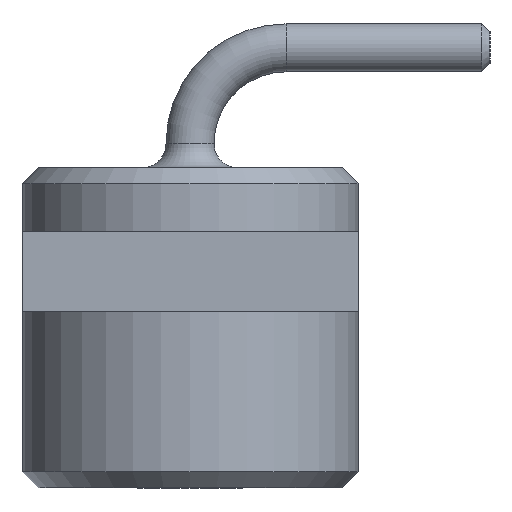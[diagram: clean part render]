
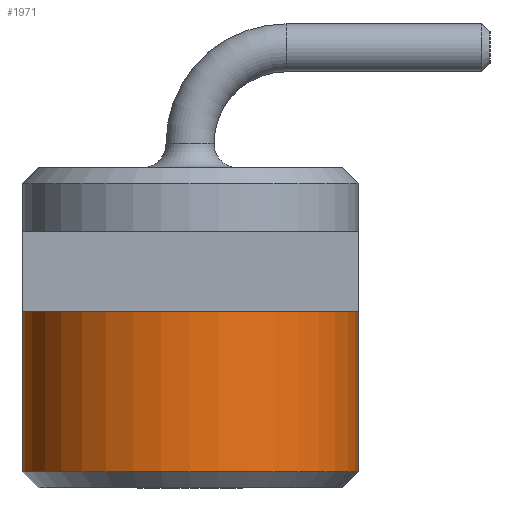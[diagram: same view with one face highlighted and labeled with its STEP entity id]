
A CAD part, left-side view. The second image highlights one B-rep face of the part: STEP entity #1971.
In plain terms, the highlighted cylindrical face has radius 2.1 mm (diameter 4.2 mm), a partial arc.
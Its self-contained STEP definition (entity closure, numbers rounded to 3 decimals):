
#171=FACE_OUTER_BOUND('',#291,.T.);
#291=EDGE_LOOP('',(#1287,#1288,#1289,#1290,#1291));
#437=CIRCLE('',#2122,2.1);
#438=CIRCLE('',#2123,2.1);
#439=CIRCLE('',#2124,2.1);
#562=LINE('',#2970,#685);
#570=LINE('',#2986,#693);
#685=VECTOR('',#2376,1000.);
#693=VECTOR('',#2388,1000.);
#816=VERTEX_POINT('',#2967);
#817=VERTEX_POINT('',#2969);
#822=VERTEX_POINT('',#2983);
#823=VERTEX_POINT('',#2985);
#824=VERTEX_POINT('',#2987);
#998=EDGE_CURVE('',#817,#816,#562,.T.);
#1006=EDGE_CURVE('',#816,#822,#437,.T.);
#1007=EDGE_CURVE('',#823,#822,#570,.T.);
#1008=EDGE_CURVE('',#824,#823,#438,.T.);
#1009=EDGE_CURVE('',#817,#824,#439,.T.);
#1287=ORIENTED_EDGE('',*,*,#998,.T.);
#1288=ORIENTED_EDGE('',*,*,#1006,.T.);
#1289=ORIENTED_EDGE('',*,*,#1007,.F.);
#1290=ORIENTED_EDGE('',*,*,#1008,.F.);
#1291=ORIENTED_EDGE('',*,*,#1009,.F.);
#1819=CYLINDRICAL_SURFACE('',#2121,2.1);
#1971=ADVANCED_FACE('',(#171),#1819,.T.);
#2121=AXIS2_PLACEMENT_3D('',#2982,#2384,#2385);
#2122=AXIS2_PLACEMENT_3D('',#2984,#2386,#2387);
#2123=AXIS2_PLACEMENT_3D('',#2988,#2389,#2390);
#2124=AXIS2_PLACEMENT_3D('',#2989,#2391,#2392);
#2376=DIRECTION('',(0.,0.,-1.));
#2384=DIRECTION('center_axis',(0.,0.,
-1.));
#2385=DIRECTION('ref_axis',(0.,-1.,0.));
#2386=DIRECTION('center_axis',(0.,0.,
1.));
#2387=DIRECTION('ref_axis',(0.,-1.,0.));
#2388=DIRECTION('',(0.,0.,-1.));
#2389=DIRECTION('center_axis',(0.,0.,
1.));
#2390=DIRECTION('ref_axis',(0.,-1.,0.));
#2391=DIRECTION('center_axis',(0.,0.,
1.));
#2392=DIRECTION('ref_axis',(0.,-1.,0.));
#2967=CARTESIAN_POINT('',(-8.3,4.1,-5.3));
#2969=CARTESIAN_POINT('',(-8.3,4.1,-3.3));
#2970=CARTESIAN_POINT('',(-8.3,4.1,-1.5));
#2982=CARTESIAN_POINT('Origin',(-8.3,2.,-1.5));
#2983=CARTESIAN_POINT('',(-8.3,-0.1,-5.3));
#2984=CARTESIAN_POINT('Origin',(-8.3,2.,-5.3));
#2985=CARTESIAN_POINT('',(-8.3,-0.1,-3.3));
#2986=CARTESIAN_POINT('',(-8.3,-0.1,-1.5));
#2987=CARTESIAN_POINT('',(-10.4,2.,-3.3));
#2988=CARTESIAN_POINT('Origin',(-8.3,2.,-3.3));
#2989=CARTESIAN_POINT('Origin',(-8.3,2.,-3.3));
